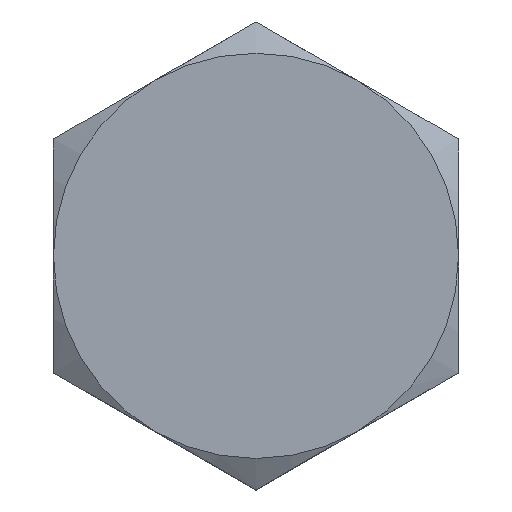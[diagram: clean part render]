
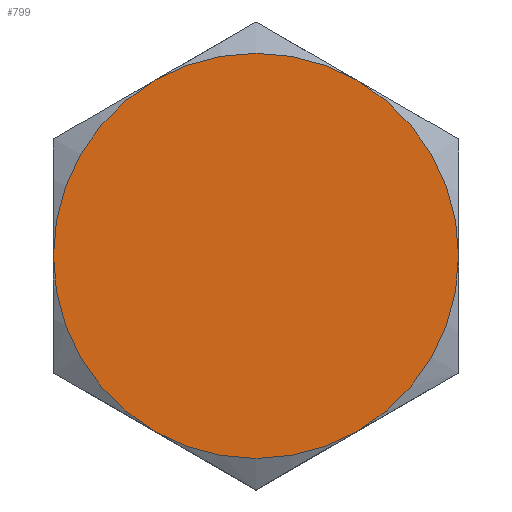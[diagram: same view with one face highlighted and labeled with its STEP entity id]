
A CAD part, top view. The second image highlights one B-rep face of the part: STEP entity #799.
In plain terms, the highlighted planar face has unit normal (0, 0, 1).
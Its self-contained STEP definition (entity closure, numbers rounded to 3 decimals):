
#3 = DIRECTION ( 'NONE',  ( 0., 1., 0. ) ) ;
#7 = CARTESIAN_POINT ( 'NONE',  ( 0., 0., 2. ) ) ;
#13 = VERTEX_POINT ( 'NONE', #787 ) ;
#41 = CIRCLE ( 'NONE', #361, 2.75 ) ;
#43 = DIRECTION ( 'NONE',  ( 0., 0., -1. ) ) ;
#63 = EDGE_CURVE ( 'NONE', #435, #269, #810, .T. ) ;
#78 = FACE_OUTER_BOUND ( 'NONE', #127, .T. ) ;
#92 = DIRECTION ( 'NONE',  ( 0., 0., 1. ) ) ;
#113 = DIRECTION ( 'NONE',  ( 0., 0., -1. ) ) ;
#123 = AXIS2_PLACEMENT_3D ( 'NONE', #855, #43, #499 ) ;
#127 = EDGE_LOOP ( 'NONE', ( #844, #783, #297, #752, #191, #620 ) ) ;
#185 = DIRECTION ( 'NONE',  ( 0., 0., -1. ) ) ;
#189 = DIRECTION ( 'NONE',  ( 0., 1., 0. ) ) ;
#191 = ORIENTED_EDGE ( 'NONE', *, *, #767, .F. ) ;
#198 = CIRCLE ( 'NONE', #616, 2.75 ) ;
#200 = CARTESIAN_POINT ( 'NONE',  ( -2.75, 0., 2. ) ) ;
#202 = PLANE ( 'NONE',  #881 ) ;
#207 = CARTESIAN_POINT ( 'NONE',  ( -1.375, 2.382, 2. ) ) ;
#227 = DIRECTION ( 'NONE',  ( 0., 1., 0. ) ) ;
#249 = DIRECTION ( 'NONE',  ( 0., 1., 0. ) ) ;
#253 = DIRECTION ( 'NONE',  ( 0., 1., 0. ) ) ;
#267 = CARTESIAN_POINT ( 'NONE',  ( 0., 0., 2. ) ) ;
#269 = VERTEX_POINT ( 'NONE', #200 ) ;
#297 = ORIENTED_EDGE ( 'NONE', *, *, #63, .F. ) ;
#313 = DIRECTION ( 'NONE',  ( 0., 0., -1. ) ) ;
#331 = VERTEX_POINT ( 'NONE', #481 ) ;
#361 = AXIS2_PLACEMENT_3D ( 'NONE', #7, #607, #3 ) ;
#430 = AXIS2_PLACEMENT_3D ( 'NONE', #512, #313, #253 ) ;
#435 = VERTEX_POINT ( 'NONE', #483 ) ;
#479 = CIRCLE ( 'NONE', #738, 2.75 ) ;
#481 = CARTESIAN_POINT ( 'NONE',  ( 1.375, -2.382, 2. ) ) ;
#483 = CARTESIAN_POINT ( 'NONE',  ( -1.375, -2.382, 2. ) ) ;
#499 = DIRECTION ( 'NONE',  ( 0., 1., 0. ) ) ;
#512 = CARTESIAN_POINT ( 'NONE',  ( 0., 0., 2. ) ) ;
#513 = VERTEX_POINT ( 'NONE', #696 ) ;
#607 = DIRECTION ( 'NONE',  ( 0., 0., -1. ) ) ;
#616 = AXIS2_PLACEMENT_3D ( 'NONE', #267, #683, #227 ) ;
#620 = ORIENTED_EDGE ( 'NONE', *, *, #686, .F. ) ;
#627 = CARTESIAN_POINT ( 'NONE',  ( 0., 1.375, 2. ) ) ;
#673 = DIRECTION ( 'NONE',  ( 0., -1., 0. ) ) ;
#683 = DIRECTION ( 'NONE',  ( 0., 0., -1. ) ) ;
#686 = EDGE_CURVE ( 'NONE', #513, #13, #826, .T. ) ;
#696 = CARTESIAN_POINT ( 'NONE',  ( 1.375, 2.382, 2. ) ) ;
#698 = EDGE_CURVE ( 'NONE', #840, #513, #765, .T. ) ;
#708 = EDGE_CURVE ( 'NONE', #269, #840, #479, .T. ) ;
#738 = AXIS2_PLACEMENT_3D ( 'NONE', #806, #185, #189 ) ;
#752 = ORIENTED_EDGE ( 'NONE', *, *, #862, .F. ) ;
#765 = CIRCLE ( 'NONE', #794, 2.75 ) ;
#767 = EDGE_CURVE ( 'NONE', #13, #331, #198, .T. ) ;
#783 = ORIENTED_EDGE ( 'NONE', *, *, #708, .F. ) ;
#787 = CARTESIAN_POINT ( 'NONE',  ( 2.75, 0., 2. ) ) ;
#794 = AXIS2_PLACEMENT_3D ( 'NONE', #861, #113, #249 ) ;
#799 = ADVANCED_FACE ( 'NONE', ( #78 ), #202, .T. ) ;
#806 = CARTESIAN_POINT ( 'NONE',  ( 0., 0., 2. ) ) ;
#810 = CIRCLE ( 'NONE', #123, 2.75 ) ;
#826 = CIRCLE ( 'NONE', #430, 2.75 ) ;
#840 = VERTEX_POINT ( 'NONE', #207 ) ;
#844 = ORIENTED_EDGE ( 'NONE', *, *, #698, .F. ) ;
#855 = CARTESIAN_POINT ( 'NONE',  ( 0., 0., 2. ) ) ;
#861 = CARTESIAN_POINT ( 'NONE',  ( 0., 0., 2. ) ) ;
#862 = EDGE_CURVE ( 'NONE', #331, #435, #41, .T. ) ;
#881 = AXIS2_PLACEMENT_3D ( 'NONE', #627, #92, #673 ) ;
